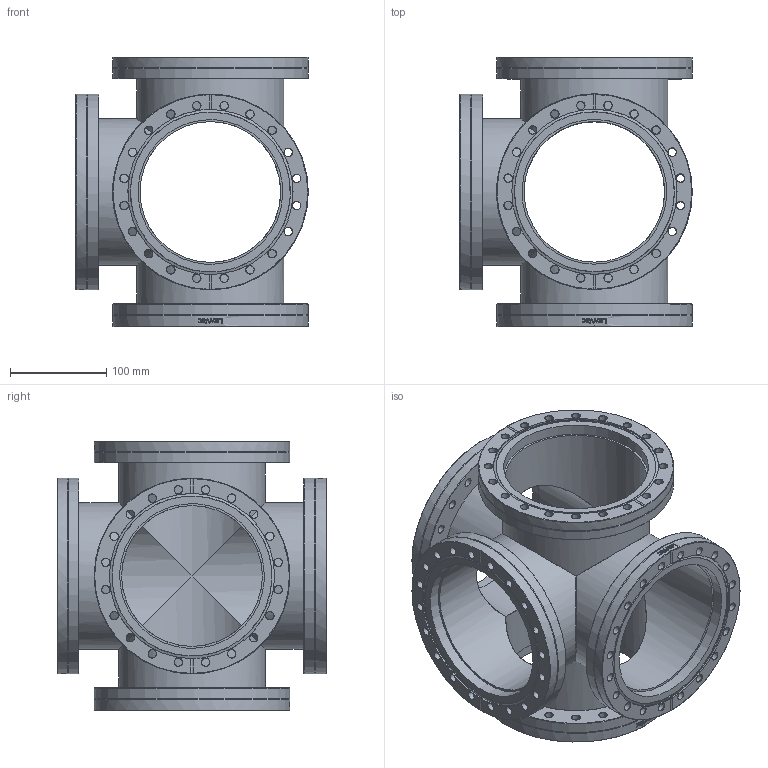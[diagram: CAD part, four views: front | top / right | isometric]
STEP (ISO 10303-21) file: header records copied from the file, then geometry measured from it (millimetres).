
FILE_DESCRIPTION(/* description */ (''),/* implementation_level */ '2;1');
FILE_NAME(/* name */ 'FL-5X160CF.stp',/* time_stamp */ '2018-03-01T15:51:28+00:00',/* author */ ('paul'),/* organization */ (''),/* preprocessor_version */ 'ST-DEVELOPER v17',/* originating_system */ 'Autodesk Inventor 2018',/* authorisation */ '');
FILE_SCHEMA (('AUTOMOTIVE_DESIGN { 1 0 10303 214 3 1 1 }'));
Length unit declared in the file: millimetre
Products named in the file (7): FL-5X160CF; TUBE; TUBE2; FL-160CFR-152; FL-160CFR OUTER; FL-160CFR-152 INNER; FL-160CF-152
Assembly tree (12 placements, depth 3):
  FL-5X160CF
    TUBE  x4
    TUBE2
    FL-160CFR-152  x3
      FL-160CFR OUTER
      FL-160CFR-152 INNER
    FL-160CF-152  x2
Bounding box: 241.2 x 279.4 x 279.4 mm (x, y, z)
Volume: 1999418.4 mm3; surface area: 731703.6 mm2
Topology: 13 solids, 13 shells, 897 faces, 2428 edges, 1597 vertices
Faces by surface type: bspline 265, cone 234, plane 202, cylinder 191, torus 5
Full cylindrical faces by diameter (mm): 8.4 x100, 146 x5, 150.2 x5, 152.4 x5, 152.9 x5, 156 x3, 171.4 x8, 203 x10
Entity records: 37072 total; most frequent: CARTESIAN_POINT 28136, ORIENTED_EDGE 1942, DIRECTION 1560, EDGE_CURVE 971, VERTEX_POINT 639, AXIS2_PLACEMENT_3D 604, EDGE_LOOP 464, FACE_OUTER_BOUND 358
